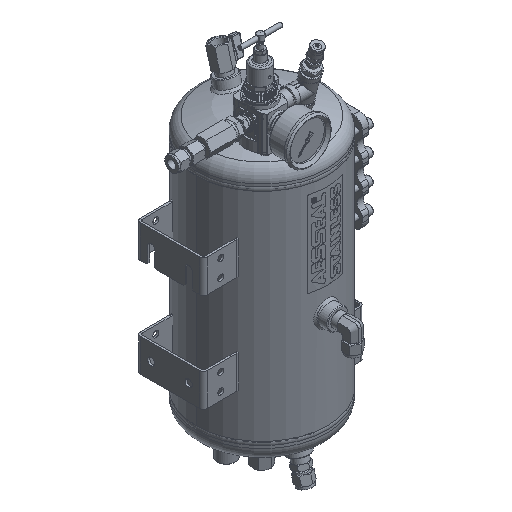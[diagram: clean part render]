
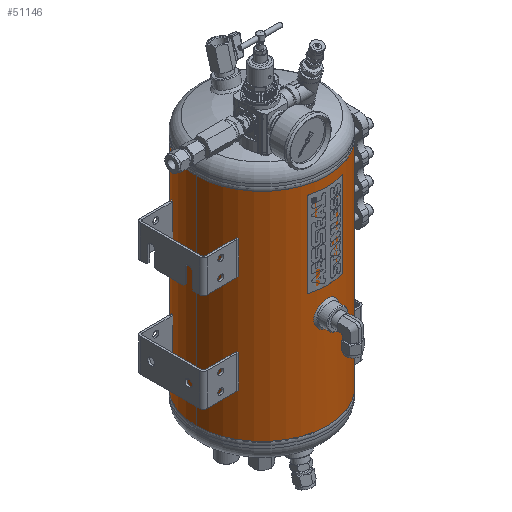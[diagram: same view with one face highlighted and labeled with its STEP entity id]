
A CAD part, isometric view. The second image highlights one B-rep face of the part: STEP entity #51146.
In plain terms, the highlighted cylindrical face has radius 100 mm (diameter 200 mm), a partial arc.
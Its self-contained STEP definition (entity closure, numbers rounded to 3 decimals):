
#3141=LINE('',#79078,#6433);
#3142=LINE('',#79083,#6434);
#3143=LINE('',#79087,#6435);
#3144=LINE('',#79091,#6436);
#6433=VECTOR('',#65273,1000.);
#6434=VECTOR('',#65276,1000.);
#6435=VECTOR('',#65279,1000.);
#6436=VECTOR('',#65282,1000.);
#9725=CIRCLE('',#60050,100.);
#9726=CIRCLE('',#60051,100.);
#9727=CIRCLE('',#60052,100.);
#9728=CIRCLE('',#60053,100.);
#11534=ORIENTED_EDGE('',*,*,#26914,.T.);
#11535=ORIENTED_EDGE('',*,*,#26915,.T.);
#11536=ORIENTED_EDGE('',*,*,#26916,.T.);
#11537=ORIENTED_EDGE('',*,*,#26917,.F.);
#11538=ORIENTED_EDGE('',*,*,#26918,.F.);
#11539=ORIENTED_EDGE('',*,*,#26919,.F.);
#11540=ORIENTED_EDGE('',*,*,#26920,.F.);
#11541=ORIENTED_EDGE('',*,*,#26921,.T.);
#11542=ORIENTED_EDGE('',*,*,#26922,.T.);
#11543=ORIENTED_EDGE('',*,*,#26923,.F.);
#11544=ORIENTED_EDGE('',*,*,#26924,.F.);
#26914=EDGE_CURVE('',#34604,#34604,#39980,.T.);
#26915=EDGE_CURVE('',#34605,#34605,#39981,.T.);
#26916=EDGE_CURVE('',#34606,#34606,#39982,.T.);
#26917=EDGE_CURVE('',#34607,#34608,#3141,.T.);
#26918=EDGE_CURVE('',#34609,#34607,#9725,.T.);
#26919=EDGE_CURVE('',#34610,#34609,#3142,.F.);
#26920=EDGE_CURVE('',#34611,#34610,#9726,.T.);
#26921=EDGE_CURVE('',#34611,#34612,#3143,.T.);
#26922=EDGE_CURVE('',#34612,#34613,#9727,.T.);
#26923=EDGE_CURVE('',#34614,#34613,#3144,.T.);
#26924=EDGE_CURVE('',#34608,#34614,#9728,.T.);
#34604=VERTEX_POINT('',#79053);
#34605=VERTEX_POINT('',#79065);
#34606=VERTEX_POINT('',#79077);
#34607=VERTEX_POINT('',#79079);
#34608=VERTEX_POINT('',#79080);
#34609=VERTEX_POINT('',#79082);
#34610=VERTEX_POINT('',#79084);
#34611=VERTEX_POINT('',#79086);
#34612=VERTEX_POINT('',#79088);
#34613=VERTEX_POINT('',#79090);
#34614=VERTEX_POINT('',#79092);
#39980=B_SPLINE_CURVE_WITH_KNOTS('',3,(#79034,#79035,#79036,#79037,#79038,
#79039,#79040,#79041,#79042,#79043,#79044,#79045,#79046,#79047,#79048,#79049,
#79050,#79051,#79052),.UNSPECIFIED.,.T.,.F.,(1,1,1,1,1,1,1,1,1,1,1,1,1,
1,1,1,1,1,1,1,1,1,1),(-0.018,-0.012,-0.006,
0.,0.006,0.012,0.018,0.023,
0.029,0.035,0.041,0.047,
0.053,0.059,0.065,0.07,
0.076,0.082,0.088,0.094,
0.1,0.106,0.112),.UNSPECIFIED.);
#39981=B_SPLINE_CURVE_WITH_KNOTS('',3,(#79054,#79055,#79056,#79057,#79058,
#79059,#79060,#79061,#79062,#79063,#79064),.UNSPECIFIED.,.T.,.F.,(1,1,1,
1,1,1,1,1,1,1,1,1,1,1,1),(-0.012,-0.008,-0.004,
0.,0.004,0.008,0.012,
0.016,0.02,0.023,0.027,
0.031,0.035,0.039,0.043),
 .UNSPECIFIED.);
#39982=B_SPLINE_CURVE_WITH_KNOTS('',3,(#79066,#79067,#79068,#79069,#79070,
#79071,#79072,#79073,#79074,#79075,#79076),.UNSPECIFIED.,.T.,.F.,(1,1,1,
1,1,1,1,1,1,1,1,1,1,1,1),(-0.012,-0.008,-0.004,
0.,0.004,0.008,0.012,
0.016,0.02,0.023,0.027,
0.031,0.035,0.039,0.043),
 .UNSPECIFIED.);
#42209=EDGE_LOOP('',(#11534));
#42210=EDGE_LOOP('',(#11535));
#42211=EDGE_LOOP('',(#11536));
#42212=EDGE_LOOP('',(#11537,#11538,#11539,#11540,#11541,#11542,#11543,#11544));
#46276=FACE_BOUND('',#42209,.T.);
#46277=FACE_BOUND('',#42210,.T.);
#46278=FACE_BOUND('',#42211,.T.);
#46279=FACE_BOUND('',#42212,.T.);
#50343=CYLINDRICAL_SURFACE('',#60049,100.);
#51146=ADVANCED_FACE('',(#46276,#46277,#46278,#46279),#50343,.T.);
#60049=AXIS2_PLACEMENT_3D('',#79033,#65271,#65272);
#60050=AXIS2_PLACEMENT_3D('',#79081,#65274,#65275);
#60051=AXIS2_PLACEMENT_3D('',#79085,#65277,#65278);
#60052=AXIS2_PLACEMENT_3D('',#79089,#65280,#65281);
#60053=AXIS2_PLACEMENT_3D('',#79093,#65283,#65284);
#65271=DIRECTION('',(0.,-1.,0.));
#65272=DIRECTION('',(0.,0.,-1.));
#65273=DIRECTION('',(0.,-1.,0.));
#65274=DIRECTION('',(0.,1.,0.));
#65275=DIRECTION('',(1.,0.,0.));
#65276=DIRECTION('',(0.,-1.,0.));
#65277=DIRECTION('',(0.,-1.,0.));
#65278=DIRECTION('',(1.,0.,0.));
#65279=DIRECTION('',(0.,-1.,0.));
#65280=DIRECTION('',(0.,1.,0.));
#65281=DIRECTION('',(1.,0.,0.));
#65282=DIRECTION('',(0.,-1.,0.));
#65283=DIRECTION('',(0.,-1.,0.));
#65284=DIRECTION('',(1.,0.,0.));
#79033=CARTESIAN_POINT('',(0.,330.,0.));
#79034=CARTESIAN_POINT('',(-98.994,187.429,14.208));
#79035=CARTESIAN_POINT('',(-98.806,181.503,15.395));
#79036=CARTESIAN_POINT('',(-98.993,175.608,14.214));
#79037=CARTESIAN_POINT('',(-99.436,170.625,10.88));
#79038=CARTESIAN_POINT('',(-99.878,167.295,5.9));
#79039=CARTESIAN_POINT('',(-100.061,166.117,0.009));
#79040=CARTESIAN_POINT('',(-99.879,167.288,-5.887));
#79041=CARTESIAN_POINT('',(-99.437,170.623,-10.879));
#79042=CARTESIAN_POINT('',(-98.992,175.61,-14.215));
#79043=CARTESIAN_POINT('',(-98.807,181.503,-15.391));
#79044=CARTESIAN_POINT('',(-98.992,187.396,-14.219));
#79045=CARTESIAN_POINT('',(-99.435,192.379,-10.892));
#79046=CARTESIAN_POINT('',(-99.877,195.718,-5.914));
#79047=CARTESIAN_POINT('',(-100.061,196.901,-0.013));
#79048=CARTESIAN_POINT('',(-99.878,195.728,5.889));
#79049=CARTESIAN_POINT('',(-99.437,192.395,10.874));
#79050=CARTESIAN_POINT('',(-98.994,187.429,14.208));
#79051=CARTESIAN_POINT('',(-98.806,181.503,15.395));
#79052=CARTESIAN_POINT('',(-98.993,175.608,14.214));
#79053=CARTESIAN_POINT('',(-98.869,181.508,15.));
#79054=CARTESIAN_POINT('',(3.922,158.915,-99.937));
#79055=CARTESIAN_POINT('',(-0.001,160.542,-100.031));
#79056=CARTESIAN_POINT('',(-3.918,158.916,-99.937));
#79057=CARTESIAN_POINT('',(-5.54,155.004,-99.844));
#79058=CARTESIAN_POINT('',(-3.921,151.083,-99.937));
#79059=CARTESIAN_POINT('',(-0.001,149.46,-100.031));
#79060=CARTESIAN_POINT('',(3.913,151.078,-99.938));
#79061=CARTESIAN_POINT('',(5.541,154.994,-99.844));
#79062=CARTESIAN_POINT('',(3.922,158.915,-99.937));
#79063=CARTESIAN_POINT('',(-0.001,160.542,-100.031));
#79064=CARTESIAN_POINT('',(-3.918,158.916,-99.937));
#79065=CARTESIAN_POINT('',(0.,160.,-100.));
#79066=CARTESIAN_POINT('',(3.922,48.915,-99.937));
#79067=CARTESIAN_POINT('',(-0.001,50.542,-100.031));
#79068=CARTESIAN_POINT('',(-3.918,48.916,-99.937));
#79069=CARTESIAN_POINT('',(-5.54,45.004,-99.844));
#79070=CARTESIAN_POINT('',(-3.921,41.083,-99.937));
#79071=CARTESIAN_POINT('',(-0.001,39.46,-100.031));
#79072=CARTESIAN_POINT('',(3.913,41.078,-99.938));
#79073=CARTESIAN_POINT('',(5.541,44.994,-99.844));
#79074=CARTESIAN_POINT('',(3.922,48.915,-99.937));
#79075=CARTESIAN_POINT('',(-0.001,50.542,-100.031));
#79076=CARTESIAN_POINT('',(-3.918,48.916,-99.937));
#79077=CARTESIAN_POINT('',(0.,50.,-100.));
#79078=CARTESIAN_POINT('',(-0.241,165.,100.));
#79079=CARTESIAN_POINT('',(-0.241,330.,100.));
#79080=CARTESIAN_POINT('',(-0.241,265.,100.));
#79081=CARTESIAN_POINT('',(0.,330.,0.));
#79082=CARTESIAN_POINT('',(0.241,330.,100.));
#79083=CARTESIAN_POINT('',(0.241,165.,100.));
#79084=CARTESIAN_POINT('',(0.241,265.,100.));
#79085=CARTESIAN_POINT('',(0.,265.,0.));
#79086=CARTESIAN_POINT('',(0.254,265.,100.));
#79087=CARTESIAN_POINT('',(0.254,265.,100.));
#79088=CARTESIAN_POINT('',(0.254,0.,100.));
#79089=CARTESIAN_POINT('',(0.,0.,0.));
#79090=CARTESIAN_POINT('',(-0.254,0.,100.));
#79091=CARTESIAN_POINT('',(-0.254,265.,100.));
#79092=CARTESIAN_POINT('',(-0.254,265.,100.));
#79093=CARTESIAN_POINT('',(0.,265.,0.));
